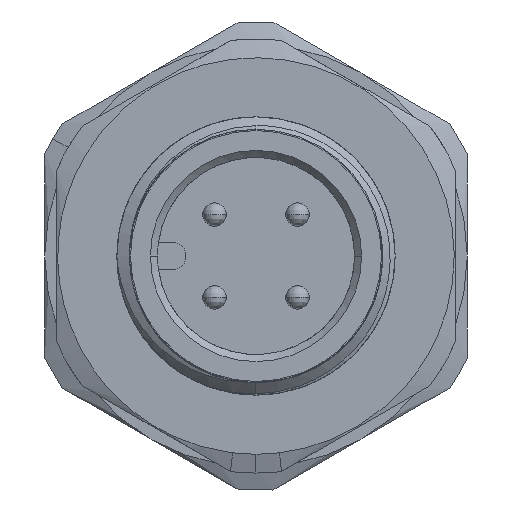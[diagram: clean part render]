
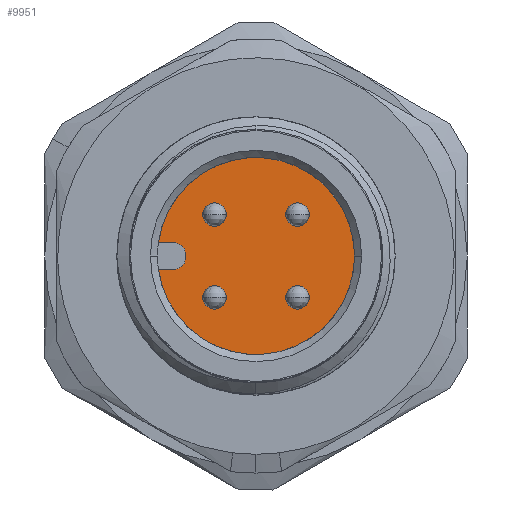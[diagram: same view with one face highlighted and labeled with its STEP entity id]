
A CAD part, left-side view. The second image highlights one B-rep face of the part: STEP entity #9951.
In plain terms, the highlighted planar face has unit normal (-1, 0, 0).
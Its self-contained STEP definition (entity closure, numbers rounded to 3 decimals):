
#716 = DIRECTION ( 'NONE',  ( 1., 0., 0. ) ) ;
#923 = ORIENTED_EDGE ( 'NONE', *, *, #38624, .F. ) ;
#942 = ORIENTED_EDGE ( 'NONE', *, *, #38825, .T. ) ;
#1354 = CARTESIAN_POINT ( 'NONE',  ( -6.689, -7.778, 25.471 ) ) ;
#1504 = AXIS2_PLACEMENT_3D ( 'NONE', #33364, #21492, #13808 ) ;
#2138 = CARTESIAN_POINT ( 'NONE',  ( -6.689, -3.243, 25.471 ) ) ;
#2500 = EDGE_CURVE ( 'NONE', #39925, #34752, #5590, .T. ) ;
#2975 = AXIS2_PLACEMENT_3D ( 'NONE', #25559, #716, #14262 ) ;
#3166 = CARTESIAN_POINT ( 'NONE',  ( -6.689, -3.743, 21.936 ) ) ;
#3666 = CARTESIAN_POINT ( 'NONE',  ( -6.689, -6.778, 21.936 ) ) ;
#3772 = CIRCLE ( 'NONE', #10353, 0.5 ) ;
#3839 = AXIS2_PLACEMENT_3D ( 'NONE', #36983, #32894, #12555 ) ;
#4577 = CIRCLE ( 'NONE', #16911, 0.5 ) ;
#4712 = EDGE_LOOP ( 'NONE', ( #7383, #26986 ) ) ;
#4900 = VERTEX_POINT ( 'NONE', #27600 ) ;
#5590 = CIRCLE ( 'NONE', #13012, 0.5 ) ;
#5734 = DIRECTION ( 'NONE',  ( 0., 1., 0. ) ) ;
#5861 = CIRCLE ( 'NONE', #9986, 0.5 ) ;
#7004 = DIRECTION ( 'NONE',  ( 1., 0., 0. ) ) ;
#7215 = VECTOR ( 'NONE', #24692, 1000. ) ;
#7383 = ORIENTED_EDGE ( 'NONE', *, *, #24585, .T. ) ;
#7405 = ORIENTED_EDGE ( 'NONE', *, *, #35359, .T. ) ;
#8529 = CARTESIAN_POINT ( 'NONE',  ( -6.689, -4.243, 21.936 ) ) ;
#8626 = ORIENTED_EDGE ( 'NONE', *, *, #10533, .T. ) ;
#8642 = AXIS2_PLACEMENT_3D ( 'NONE', #43506, #28339, #27813 ) ;
#8749 = FACE_BOUND ( 'NONE', #9268, .T. ) ;
#8909 = LINE ( 'NONE', #48325, #46089 ) ;
#9268 = EDGE_LOOP ( 'NONE', ( #30782, #50321 ) ) ;
#9951 = ADVANCED_FACE ( 'NONE', ( #20846, #39643, #36057, #8749, #31685 ), #12893, .T. ) ;
#9986 = AXIS2_PLACEMENT_3D ( 'NONE', #47435, #12165, #39692 ) ;
#10159 = EDGE_LOOP ( 'NONE', ( #11174, #11673, #11800, #29246, #942, #923 ) ) ;
#10189 = DIRECTION ( 'NONE',  ( 0., 1., 0. ) ) ;
#10353 = AXIS2_PLACEMENT_3D ( 'NONE', #33627, #37210, #17391 ) ;
#10533 = EDGE_CURVE ( 'NONE', #30565, #30756, #34662, .T. ) ;
#11174 = ORIENTED_EDGE ( 'NONE', *, *, #19400, .T. ) ;
#11673 = ORIENTED_EDGE ( 'NONE', *, *, #37247, .F. ) ;
#11800 = ORIENTED_EDGE ( 'NONE', *, *, #2500, .T. ) ;
#11873 = VERTEX_POINT ( 'NONE', #22203 ) ;
#12165 = DIRECTION ( 'NONE',  ( 1., 0., 0. ) ) ;
#12555 = DIRECTION ( 'NONE',  ( 0., 1., 0. ) ) ;
#12893 = PLANE ( 'NONE',  #8642 ) ;
#13012 = AXIS2_PLACEMENT_3D ( 'NONE', #16427, #21039, #32146 ) ;
#13491 = CARTESIAN_POINT ( 'NONE',  ( -6.689, -7.278, 21.936 ) ) ;
#13808 = DIRECTION ( 'NONE',  ( 0., 1., 0. ) ) ;
#13975 = AXIS2_PLACEMENT_3D ( 'NONE', #33313, #45149, #25550 ) ;
#14262 = DIRECTION ( 'NONE',  ( 0., 1., 0. ) ) ;
#14378 = LINE ( 'NONE', #26441, #22089 ) ;
#14737 = VERTEX_POINT ( 'NONE', #50703 ) ;
#16427 = CARTESIAN_POINT ( 'NONE',  ( -6.689, -2.01, 23.628 ) ) ;
#16454 = CARTESIAN_POINT ( 'NONE',  ( -6.689, -4.243, 25.471 ) ) ;
#16911 = AXIS2_PLACEMENT_3D ( 'NONE', #13491, #37391, #5734 ) ;
#17391 = DIRECTION ( 'NONE',  ( 0., -1., 0. ) ) ;
#18961 = ORIENTED_EDGE ( 'NONE', *, *, #34476, .T. ) ;
#18978 = DIRECTION ( 'NONE',  ( 0., 1., 0. ) ) ;
#19024 = EDGE_CURVE ( 'NONE', #45544, #14737, #4577, .T. ) ;
#19146 = ORIENTED_EDGE ( 'NONE', *, *, #43240, .T. ) ;
#19400 = EDGE_CURVE ( 'NONE', #29329, #22214, #3772, .T. ) ;
#19660 = EDGE_LOOP ( 'NONE', ( #8626, #7405 ) ) ;
#20846 = FACE_BOUND ( 'NONE', #19660, .T. ) ;
#21039 = DIRECTION ( 'NONE',  ( 1., 0., 0. ) ) ;
#21475 = AXIS2_PLACEMENT_3D ( 'NONE', #3166, #7004, #10189 ) ;
#21492 = DIRECTION ( 'NONE',  ( 1., 0., 0. ) ) ;
#21766 = DIRECTION ( 'NONE',  ( 0., 1., 0. ) ) ;
#22089 = VECTOR ( 'NONE', #22571, 1000. ) ;
#22203 = CARTESIAN_POINT ( 'NONE',  ( -6.689, -6.778, 25.471 ) ) ;
#22214 = VERTEX_POINT ( 'NONE', #40506 ) ;
#22571 = DIRECTION ( 'NONE',  ( 0., 1., 0. ) ) ;
#23985 = VERTEX_POINT ( 'NONE', #2138 ) ;
#24082 = DIRECTION ( 'NONE',  ( 0., -1., 0. ) ) ;
#24585 = EDGE_CURVE ( 'NONE', #11873, #30882, #49993, .T. ) ;
#24692 = DIRECTION ( 'NONE',  ( 0., 0., 1. ) ) ;
#25180 = CIRCLE ( 'NONE', #3839, 0.5 ) ;
#25201 = CARTESIAN_POINT ( 'NONE',  ( -6.689, -2.51, 23.128 ) ) ;
#25550 = DIRECTION ( 'NONE',  ( 0., 1., 0. ) ) ;
#25559 = CARTESIAN_POINT ( 'NONE',  ( -6.689, -7.278, 21.936 ) ) ;
#25569 = CARTESIAN_POINT ( 'NONE',  ( -6.689, -2.01, 23.128 ) ) ;
#26441 = CARTESIAN_POINT ( 'NONE',  ( -6.689, -2.51, 24.278 ) ) ;
#26986 = ORIENTED_EDGE ( 'NONE', *, *, #45769, .T. ) ;
#27052 = CIRCLE ( 'NONE', #49283, 4.2 ) ;
#27600 = CARTESIAN_POINT ( 'NONE',  ( -6.689, -1.35, 23.128 ) ) ;
#27813 = DIRECTION ( 'NONE',  ( 0., 1., 0. ) ) ;
#28339 = DIRECTION ( 'NONE',  ( -1., 0., 0. ) ) ;
#28772 = DIRECTION ( 'NONE',  ( 1., 0., 0. ) ) ;
#29104 = LINE ( 'NONE', #25201, #7215 ) ;
#29246 = ORIENTED_EDGE ( 'NONE', *, *, #44167, .F. ) ;
#29329 = VERTEX_POINT ( 'NONE', #32334 ) ;
#29530 = CARTESIAN_POINT ( 'NONE',  ( -6.689, -3.743, 21.936 ) ) ;
#30565 = VERTEX_POINT ( 'NONE', #36658 ) ;
#30756 = VERTEX_POINT ( 'NONE', #8529 ) ;
#30782 = ORIENTED_EDGE ( 'NONE', *, *, #19024, .T. ) ;
#30882 = VERTEX_POINT ( 'NONE', #1354 ) ;
#31529 = EDGE_CURVE ( 'NONE', #14737, #45544, #39118, .T. ) ;
#31685 = FACE_OUTER_BOUND ( 'NONE', #10159, .T. ) ;
#32003 = CARTESIAN_POINT ( 'NONE',  ( -6.689, -2.51, 23.628 ) ) ;
#32146 = DIRECTION ( 'NONE',  ( 0., -1., 0. ) ) ;
#32334 = CARTESIAN_POINT ( 'NONE',  ( -6.689, -2.01, 24.278 ) ) ;
#32894 = DIRECTION ( 'NONE',  ( 1., 0., 0. ) ) ;
#33313 = CARTESIAN_POINT ( 'NONE',  ( -6.689, -3.743, 25.471 ) ) ;
#33364 = CARTESIAN_POINT ( 'NONE',  ( -6.689, -7.278, 25.471 ) ) ;
#33475 = CIRCLE ( 'NONE', #45787, 0.5 ) ;
#33533 = VERTEX_POINT ( 'NONE', #35451 ) ;
#33627 = CARTESIAN_POINT ( 'NONE',  ( -6.689, -2.01, 23.778 ) ) ;
#34476 = EDGE_CURVE ( 'NONE', #23985, #45192, #25180, .T. ) ;
#34662 = CIRCLE ( 'NONE', #21475, 0.5 ) ;
#34752 = VERTEX_POINT ( 'NONE', #25569 ) ;
#35359 = EDGE_CURVE ( 'NONE', #30756, #30565, #33475, .T. ) ;
#35451 = CARTESIAN_POINT ( 'NONE',  ( -6.689, -1.35, 24.278 ) ) ;
#36057 = FACE_BOUND ( 'NONE', #48746, .T. ) ;
#36168 = CIRCLE ( 'NONE', #13975, 0.5 ) ;
#36658 = CARTESIAN_POINT ( 'NONE',  ( -6.689, -3.243, 21.936 ) ) ;
#36983 = CARTESIAN_POINT ( 'NONE',  ( -6.689, -3.743, 25.471 ) ) ;
#37210 = DIRECTION ( 'NONE',  ( 1., 0., 0. ) ) ;
#37247 = EDGE_CURVE ( 'NONE', #39925, #22214, #29104, .T. ) ;
#37391 = DIRECTION ( 'NONE',  ( 1., 0., 0. ) ) ;
#38624 = EDGE_CURVE ( 'NONE', #29329, #33533, #14378, .T. ) ;
#38825 = EDGE_CURVE ( 'NONE', #4900, #33533, #27052, .T. ) ;
#39118 = CIRCLE ( 'NONE', #2975, 0.5 ) ;
#39550 = CARTESIAN_POINT ( 'NONE',  ( -6.689, -5.51, 23.703 ) ) ;
#39643 = FACE_BOUND ( 'NONE', #4712, .T. ) ;
#39692 = DIRECTION ( 'NONE',  ( 0., 1., 0. ) ) ;
#39925 = VERTEX_POINT ( 'NONE', #32003 ) ;
#40506 = CARTESIAN_POINT ( 'NONE',  ( -6.689, -2.51, 23.778 ) ) ;
#43240 = EDGE_CURVE ( 'NONE', #45192, #23985, #36168, .T. ) ;
#43506 = CARTESIAN_POINT ( 'NONE',  ( -6.689, -5.51, 23.703 ) ) ;
#44167 = EDGE_CURVE ( 'NONE', #4900, #34752, #8909, .T. ) ;
#45149 = DIRECTION ( 'NONE',  ( 1., 0., 0. ) ) ;
#45192 = VERTEX_POINT ( 'NONE', #16454 ) ;
#45544 = VERTEX_POINT ( 'NONE', #3666 ) ;
#45769 = EDGE_CURVE ( 'NONE', #30882, #11873, #5861, .T. ) ;
#45787 = AXIS2_PLACEMENT_3D ( 'NONE', #29530, #28772, #21766 ) ;
#46089 = VECTOR ( 'NONE', #24082, 1000. ) ;
#46796 = DIRECTION ( 'NONE',  ( -1., 0., 0. ) ) ;
#47435 = CARTESIAN_POINT ( 'NONE',  ( -6.689, -7.278, 25.471 ) ) ;
#48325 = CARTESIAN_POINT ( 'NONE',  ( -6.689, -1.35, 23.128 ) ) ;
#48746 = EDGE_LOOP ( 'NONE', ( #18961, #19146 ) ) ;
#49283 = AXIS2_PLACEMENT_3D ( 'NONE', #39550, #46796, #18978 ) ;
#49993 = CIRCLE ( 'NONE', #1504, 0.5 ) ;
#50321 = ORIENTED_EDGE ( 'NONE', *, *, #31529, .T. ) ;
#50703 = CARTESIAN_POINT ( 'NONE',  ( -6.689, -7.778, 21.936 ) ) ;
